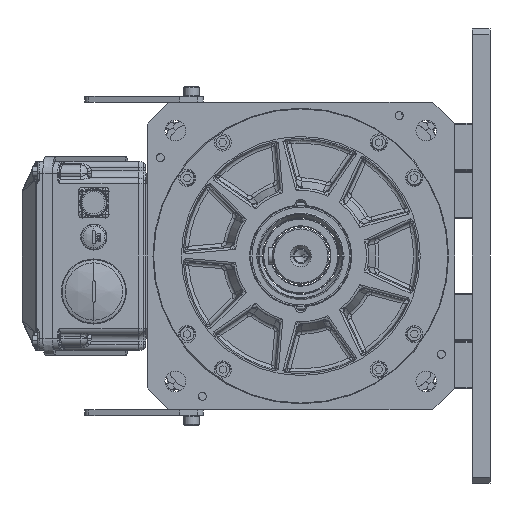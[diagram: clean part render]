
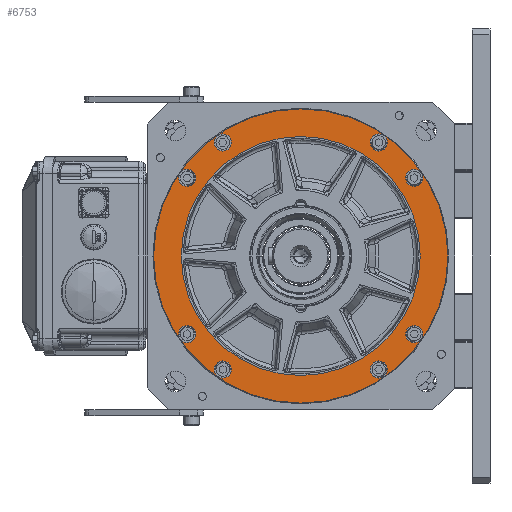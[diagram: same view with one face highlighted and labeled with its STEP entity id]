
A CAD part, left-side view. The second image highlights one B-rep face of the part: STEP entity #6753.
In plain terms, the highlighted planar face has unit normal (-1, 0, 0).
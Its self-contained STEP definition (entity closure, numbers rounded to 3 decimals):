
#1031=CARTESIAN_POINT('',(106.,0.,0.));
#1032=DIRECTION('',(1.,0.,0.));
#1033=DIRECTION('',(0.,-1.,0.));
#1034=AXIS2_PLACEMENT_3D('',#1031,#1032,#1033);
#1036=CARTESIAN_POINT('',(106.,0.,0.));
#1037=DIRECTION('',(1.,0.,0.));
#1038=DIRECTION('',(0.,1.,0.));
#1039=AXIS2_PLACEMENT_3D('',#1036,#1037,#1038);
#1041=CARTESIAN_POINT('',(106.,96.,-66.));
#1042=DIRECTION('',(-1.,0.,0.));
#1043=DIRECTION('',(0.,-1.,0.));
#1044=AXIS2_PLACEMENT_3D('',#1041,#1042,#1043);
#1046=CARTESIAN_POINT('',(106.,96.,-66.));
#1047=DIRECTION('',(-1.,0.,0.));
#1048=DIRECTION('',(0.,1.,0.));
#1049=AXIS2_PLACEMENT_3D('',#1046,#1047,#1048);
#1051=CARTESIAN_POINT('',(106.,96.,66.));
#1052=DIRECTION('',(1.,0.,0.));
#1053=DIRECTION('',(0.,-1.,0.));
#1054=AXIS2_PLACEMENT_3D('',#1051,#1052,#1053);
#1056=CARTESIAN_POINT('',(106.,96.,66.));
#1057=DIRECTION('',(1.,0.,0.));
#1058=DIRECTION('',(0.,1.,0.));
#1059=AXIS2_PLACEMENT_3D('',#1056,#1057,#1058);
#1061=CARTESIAN_POINT('',(106.,-66.,-96.));
#1062=DIRECTION('',(-1.,0.,0.));
#1063=DIRECTION('',(0.,0.,1.));
#1064=AXIS2_PLACEMENT_3D('',#1061,#1062,#1063);
#1066=CARTESIAN_POINT('',(106.,-66.,-96.));
#1067=DIRECTION('',(-1.,0.,0.));
#1068=DIRECTION('',(0.,0.,-1.));
#1069=AXIS2_PLACEMENT_3D('',#1066,#1067,#1068);
#1071=CARTESIAN_POINT('',(106.,66.,-96.));
#1072=DIRECTION('',(1.,0.,0.));
#1073=DIRECTION('',(0.,0.,1.));
#1074=AXIS2_PLACEMENT_3D('',#1071,#1072,#1073);
#1076=CARTESIAN_POINT('',(106.,66.,-96.));
#1077=DIRECTION('',(1.,0.,0.));
#1078=DIRECTION('',(0.,0.,-1.));
#1079=AXIS2_PLACEMENT_3D('',#1076,#1077,#1078);
#1081=CARTESIAN_POINT('',(106.,-96.,66.));
#1082=DIRECTION('',(-1.,0.,0.));
#1083=DIRECTION('',(0.,1.,0.));
#1084=AXIS2_PLACEMENT_3D('',#1081,#1082,#1083);
#1086=CARTESIAN_POINT('',(106.,-96.,66.));
#1087=DIRECTION('',(-1.,0.,0.));
#1088=DIRECTION('',(0.,-1.,0.));
#1089=AXIS2_PLACEMENT_3D('',#1086,#1087,#1088);
#1091=CARTESIAN_POINT('',(106.,-96.,-66.));
#1092=DIRECTION('',(1.,0.,0.));
#1093=DIRECTION('',(0.,1.,0.));
#1094=AXIS2_PLACEMENT_3D('',#1091,#1092,#1093);
#1096=CARTESIAN_POINT('',(106.,-96.,-66.));
#1097=DIRECTION('',(1.,0.,0.));
#1098=DIRECTION('',(0.,-1.,0.));
#1099=AXIS2_PLACEMENT_3D('',#1096,#1097,#1098);
#1101=CARTESIAN_POINT('',(106.,66.,96.));
#1102=DIRECTION('',(-1.,0.,0.));
#1103=DIRECTION('',(0.,0.,-1.));
#1104=AXIS2_PLACEMENT_3D('',#1101,#1102,#1103);
#1106=CARTESIAN_POINT('',(106.,66.,96.));
#1107=DIRECTION('',(-1.,0.,0.));
#1108=DIRECTION('',(0.,0.,1.));
#1109=AXIS2_PLACEMENT_3D('',#1106,#1107,#1108);
#1111=CARTESIAN_POINT('',(106.,-66.,96.));
#1112=DIRECTION('',(1.,0.,0.));
#1113=DIRECTION('',(0.,0.,-1.));
#1114=AXIS2_PLACEMENT_3D('',#1111,#1112,#1113);
#1116=CARTESIAN_POINT('',(106.,-66.,96.));
#1117=DIRECTION('',(1.,0.,0.));
#1118=DIRECTION('',(0.,0.,1.));
#1119=AXIS2_PLACEMENT_3D('',#1116,#1117,#1118);
#1121=CARTESIAN_POINT('',(106.,0.,0.));
#1122=DIRECTION('',(-1.,0.,0.));
#1123=DIRECTION('',(0.,0.,1.));
#1124=AXIS2_PLACEMENT_3D('',#1121,#1122,#1123);
#1126=CARTESIAN_POINT('',(106.,0.,0.));
#1127=DIRECTION('',(-1.,0.,0.));
#1128=DIRECTION('',(0.,0.,-1.));
#1129=AXIS2_PLACEMENT_3D('',#1126,#1127,#1128);
#6302=CARTESIAN_POINT('',(106.,-124.423,0.));
#6303=CARTESIAN_POINT('',(106.,124.423,0.));
#6304=VERTEX_POINT('',#6302);
#6305=VERTEX_POINT('',#6303);
#6314=CARTESIAN_POINT('',(106.,88.75,-66.));
#6315=CARTESIAN_POINT('',(106.,103.25,-66.));
#6316=VERTEX_POINT('',#6314);
#6317=VERTEX_POINT('',#6315);
#6322=CARTESIAN_POINT('',(106.,88.75,66.));
#6323=VERTEX_POINT('',#6322);
#6324=CARTESIAN_POINT('',(106.,103.25,66.));
#6325=VERTEX_POINT('',#6324);
#6334=CARTESIAN_POINT('',(106.,-66.,-88.75));
#6335=VERTEX_POINT('',#6334);
#6336=CARTESIAN_POINT('',(106.,-66.,-103.25));
#6337=VERTEX_POINT('',#6336);
#6342=CARTESIAN_POINT('',(106.,66.,-88.75));
#6343=VERTEX_POINT('',#6342);
#6344=CARTESIAN_POINT('',(106.,66.,-103.25));
#6345=VERTEX_POINT('',#6344);
#6350=CARTESIAN_POINT('',(106.,-88.75,66.));
#6351=VERTEX_POINT('',#6350);
#6352=CARTESIAN_POINT('',(106.,-103.25,66.));
#6353=VERTEX_POINT('',#6352);
#6358=CARTESIAN_POINT('',(106.,-88.75,-66.));
#6359=VERTEX_POINT('',#6358);
#6360=CARTESIAN_POINT('',(106.,-103.25,-66.));
#6361=VERTEX_POINT('',#6360);
#6366=CARTESIAN_POINT('',(106.,66.,88.75));
#6367=VERTEX_POINT('',#6366);
#6368=CARTESIAN_POINT('',(106.,66.,103.25));
#6369=VERTEX_POINT('',#6368);
#6374=CARTESIAN_POINT('',(106.,-66.,88.75));
#6375=VERTEX_POINT('',#6374);
#6376=CARTESIAN_POINT('',(106.,-66.,103.25));
#6377=VERTEX_POINT('',#6376);
#6470=CARTESIAN_POINT('',(106.,0.,101.));
#6471=CARTESIAN_POINT('',(106.,0.,-101.));
#6472=VERTEX_POINT('',#6470);
#6473=VERTEX_POINT('',#6471);
#6689=CARTESIAN_POINT('',(106.,0.,0.));
#6690=DIRECTION('',(-1.,0.,0.));
#6691=DIRECTION('',(0.,-1.,0.));
#6692=AXIS2_PLACEMENT_3D('',#6689,#6690,#6691);
#6693=PLANE('',#6692);
#6695=ORIENTED_EDGE('',*,*,#6694,.T.);
#6697=ORIENTED_EDGE('',*,*,#6696,.T.);
#6698=EDGE_LOOP('',(#6695,#6697));
#6699=FACE_OUTER_BOUND('',#6698,.F.);
#6701=ORIENTED_EDGE('',*,*,#6700,.T.);
#6703=ORIENTED_EDGE('',*,*,#6702,.T.);
#6704=EDGE_LOOP('',(#6701,#6703));
#6705=FACE_BOUND('',#6704,.F.);
#6707=ORIENTED_EDGE('',*,*,#6706,.F.);
#6709=ORIENTED_EDGE('',*,*,#6708,.F.);
#6710=EDGE_LOOP('',(#6707,#6709));
#6711=FACE_BOUND('',#6710,.F.);
#6713=ORIENTED_EDGE('',*,*,#6712,.T.);
#6715=ORIENTED_EDGE('',*,*,#6714,.T.);
#6716=EDGE_LOOP('',(#6713,#6715));
#6717=FACE_BOUND('',#6716,.F.);
#6719=ORIENTED_EDGE('',*,*,#6718,.F.);
#6721=ORIENTED_EDGE('',*,*,#6720,.F.);
#6722=EDGE_LOOP('',(#6719,#6721));
#6723=FACE_BOUND('',#6722,.F.);
#6725=ORIENTED_EDGE('',*,*,#6724,.T.);
#6727=ORIENTED_EDGE('',*,*,#6726,.T.);
#6728=EDGE_LOOP('',(#6725,#6727));
#6729=FACE_BOUND('',#6728,.F.);
#6731=ORIENTED_EDGE('',*,*,#6730,.F.);
#6733=ORIENTED_EDGE('',*,*,#6732,.F.);
#6734=EDGE_LOOP('',(#6731,#6733));
#6735=FACE_BOUND('',#6734,.F.);
#6737=ORIENTED_EDGE('',*,*,#6736,.T.);
#6739=ORIENTED_EDGE('',*,*,#6738,.T.);
#6740=EDGE_LOOP('',(#6737,#6739));
#6741=FACE_BOUND('',#6740,.F.);
#6743=ORIENTED_EDGE('',*,*,#6742,.F.);
#6745=ORIENTED_EDGE('',*,*,#6744,.F.);
#6746=EDGE_LOOP('',(#6743,#6745));
#6747=FACE_BOUND('',#6746,.F.);
#6748=ORIENTED_EDGE('',*,*,#6679,.T.);
#6750=ORIENTED_EDGE('',*,*,#6749,.T.);
#6751=EDGE_LOOP('',(#6748,#6750));
#6752=FACE_BOUND('',#6751,.F.);
#6753=ADVANCED_FACE('',(#6699,#6705,#6711,#6717,#6723,#6729,#6735,#6741,#6747,
#6752),#6693,.T.);
#1035=CIRCLE('',#1034,124.423);
#1040=CIRCLE('',#1039,124.423);
#1045=CIRCLE('',#1044,7.25);
#1050=CIRCLE('',#1049,7.25);
#1055=CIRCLE('',#1054,7.25);
#1060=CIRCLE('',#1059,7.25);
#1065=CIRCLE('',#1064,7.25);
#1070=CIRCLE('',#1069,7.25);
#1075=CIRCLE('',#1074,7.25);
#1080=CIRCLE('',#1079,7.25);
#1085=CIRCLE('',#1084,7.25);
#1090=CIRCLE('',#1089,7.25);
#1095=CIRCLE('',#1094,7.25);
#1100=CIRCLE('',#1099,7.25);
#1105=CIRCLE('',#1104,7.25);
#1110=CIRCLE('',#1109,7.25);
#1115=CIRCLE('',#1114,7.25);
#1120=CIRCLE('',#1119,7.25);
#1125=CIRCLE('',#1124,101.);
#1130=CIRCLE('',#1129,101.);
#6679=EDGE_CURVE('',#6472,#6473,#1125,.T.);
#6694=EDGE_CURVE('',#6304,#6305,#1035,.T.);
#6696=EDGE_CURVE('',#6305,#6304,#1040,.T.);
#6700=EDGE_CURVE('',#6316,#6317,#1045,.T.);
#6702=EDGE_CURVE('',#6317,#6316,#1050,.T.);
#6706=EDGE_CURVE('',#6323,#6325,#1055,.T.);
#6708=EDGE_CURVE('',#6325,#6323,#1060,.T.);
#6712=EDGE_CURVE('',#6335,#6337,#1065,.T.);
#6714=EDGE_CURVE('',#6337,#6335,#1070,.T.);
#6718=EDGE_CURVE('',#6343,#6345,#1075,.T.);
#6720=EDGE_CURVE('',#6345,#6343,#1080,.T.);
#6724=EDGE_CURVE('',#6351,#6353,#1085,.T.);
#6726=EDGE_CURVE('',#6353,#6351,#1090,.T.);
#6730=EDGE_CURVE('',#6359,#6361,#1095,.T.);
#6732=EDGE_CURVE('',#6361,#6359,#1100,.T.);
#6736=EDGE_CURVE('',#6367,#6369,#1105,.T.);
#6738=EDGE_CURVE('',#6369,#6367,#1110,.T.);
#6742=EDGE_CURVE('',#6375,#6377,#1115,.T.);
#6744=EDGE_CURVE('',#6377,#6375,#1120,.T.);
#6749=EDGE_CURVE('',#6473,#6472,#1130,.T.);
